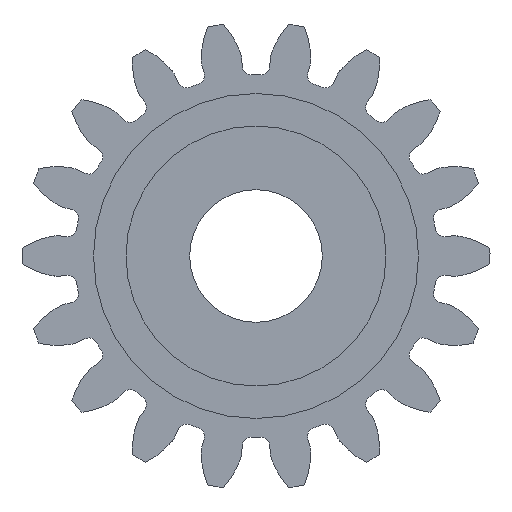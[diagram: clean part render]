
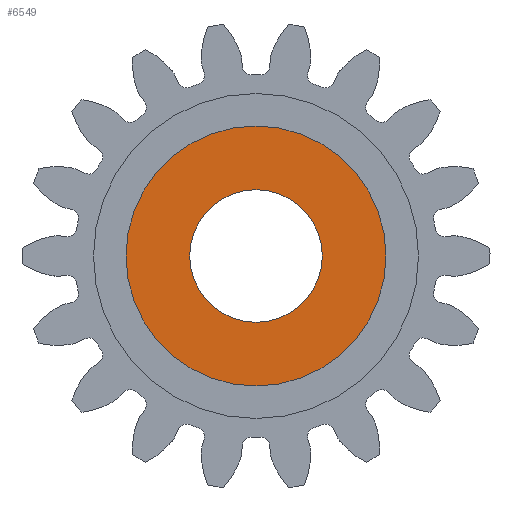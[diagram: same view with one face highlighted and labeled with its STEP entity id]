
A CAD part, front view. The second image highlights one B-rep face of the part: STEP entity #6549.
In plain terms, the highlighted planar face has unit normal (0, -1, 0).
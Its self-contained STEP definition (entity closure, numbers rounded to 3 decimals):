
#6505 = VERTEX_POINT('',#6506);
#6506 = CARTESIAN_POINT('',(5.1,-117.25,-125.));
#6512 = EDGE_CURVE('',#6505,#6505,#6513,.T.);
#6513 = CIRCLE('',#6514,5.1);
#6514 = AXIS2_PLACEMENT_3D('',#6515,#6516,#6517);
#6515 = CARTESIAN_POINT('',(0.,-117.25,-125.));
#6516 = DIRECTION('',(-0.,1.,0.));
#6517 = DIRECTION('',(1.,0.,0.));
#6549 = ADVANCED_FACE('',(#6550,#6561),#6564,.F.);
#6550 = FACE_BOUND('',#6551,.F.);
#6551 = EDGE_LOOP('',(#6552));
#6552 = ORIENTED_EDGE('',*,*,#6553,.F.);
#6553 = EDGE_CURVE('',#6554,#6554,#6556,.T.);
#6554 = VERTEX_POINT('',#6555);
#6555 = CARTESIAN_POINT('',(10.,-117.25,-125.));
#6556 = CIRCLE('',#6557,10.);
#6557 = AXIS2_PLACEMENT_3D('',#6558,#6559,#6560);
#6558 = CARTESIAN_POINT('',(0.,-117.25,-125.));
#6559 = DIRECTION('',(0.,-1.,0.));
#6560 = DIRECTION('',(1.,0.,0.));
#6561 = FACE_BOUND('',#6562,.F.);
#6562 = EDGE_LOOP('',(#6563));
#6563 = ORIENTED_EDGE('',*,*,#6512,.F.);
#6564 = PLANE('',#6565);
#6565 = AXIS2_PLACEMENT_3D('',#6566,#6567,#6568);
#6566 = CARTESIAN_POINT('',(0.,-117.25,-125.));
#6567 = DIRECTION('',(0.,1.,0.));
#6568 = DIRECTION('',(0.,0.,1.));
